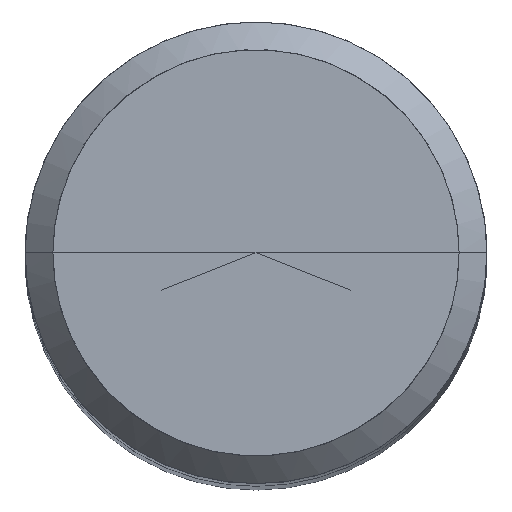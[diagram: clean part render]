
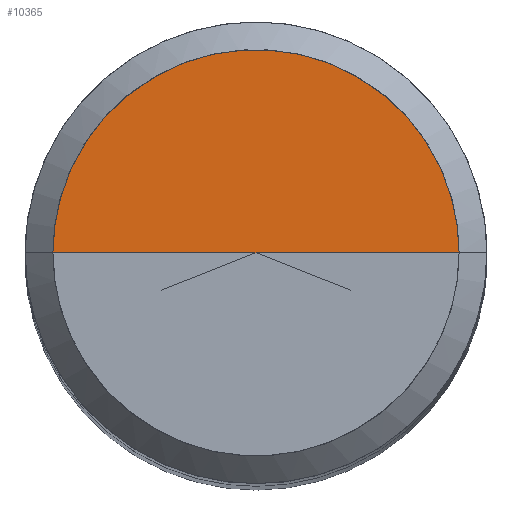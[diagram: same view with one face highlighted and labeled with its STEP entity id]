
A CAD part, top view. The second image highlights one B-rep face of the part: STEP entity #10365.
In plain terms, the highlighted free-form (B-spline) face has degree [1, 2] with [2, 5] control points.
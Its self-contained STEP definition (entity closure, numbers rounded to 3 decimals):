
#10100=CARTESIAN_POINT('',(11.0,0.0,75.0));
#10101=CARTESIAN_POINT('',(11.0,11.0,75.0));
#10102=CARTESIAN_POINT('',(0.0,11.0,75.0));
#10103=CARTESIAN_POINT('',(-11.0,11.0,75.0));
#10104=CARTESIAN_POINT('',(-11.0,0.0,75.0));
#10105=CARTESIAN_POINT('',(0.0,0.0,75.0));
#10350=(
BOUNDED_SURFACE()
B_SPLINE_SURFACE(1,2,(
(#10100,#10101,#10102,#10103,#10104),
(#10105,#10105,#10105,#10105,#10105)
), .UNSPECIFIED.,.F.,.F.,.F.)
B_SPLINE_SURFACE_WITH_KNOTS((2,2),(3,2,3),(
0.0,1.0),(
0.0,0.5,1.0), .UNSPECIFIED.)
GEOMETRIC_REPRESENTATION_ITEM()
RATIONAL_B_SPLINE_SURFACE(((1.0,0.707,1.0,0.707,1.0),
(1.0,0.707,1.0,0.707,1.0)
))
REPRESENTATION_ITEM('')
SURFACE()
);
#10351=(
BOUNDED_CURVE()
B_SPLINE_CURVE(2,(#10104,#10103,#10102,#10101,#10100),.UNSPECIFIED.,.F.,.F.)
B_SPLINE_CURVE_WITH_KNOTS((3,2,3),
(0.0,0.5,1.0),.UNSPECIFIED.)
CURVE()
GEOMETRIC_REPRESENTATION_ITEM()
RATIONAL_B_SPLINE_CURVE((1.0,0.707,1.0,0.707,1.0))
REPRESENTATION_ITEM('')
);
#10352=(
BOUNDED_CURVE()
B_SPLINE_CURVE(1,(#10100,#10105),.UNSPECIFIED.,.F.,.F.)
B_SPLINE_CURVE_WITH_KNOTS((2,2),
(0.0,1.0),.UNSPECIFIED.)
CURVE()
GEOMETRIC_REPRESENTATION_ITEM()
RATIONAL_B_SPLINE_CURVE((1.0,1.0))
REPRESENTATION_ITEM('')
);
#10353=(
BOUNDED_CURVE()
B_SPLINE_CURVE(1,(#10105,#10104),.UNSPECIFIED.,.F.,.F.)
B_SPLINE_CURVE_WITH_KNOTS((2,2),
(0.0,1.0),.UNSPECIFIED.)
CURVE()
GEOMETRIC_REPRESENTATION_ITEM()
RATIONAL_B_SPLINE_CURVE((1.0,1.0))
REPRESENTATION_ITEM('')
);
#10354=VERTEX_POINT('',#10100);
#10355=VERTEX_POINT('',#10104);
#10356=VERTEX_POINT('',#10105);
#10357=EDGE_CURVE('',#10355,#10354,#10351,.T.);
#10358=EDGE_CURVE('',#10354,#10356,#10352,.T.);
#10359=EDGE_CURVE('',#10356,#10355,#10353,.T.);
#10360=ORIENTED_EDGE('',*,*,#10357,.T.);
#10361=ORIENTED_EDGE('',*,*,#10358,.T.);
#10362=ORIENTED_EDGE('',*,*,#10359,.T.);
#10363=EDGE_LOOP('',(#10360,#10361,#10362));
#10364=FACE_OUTER_BOUND('',#10363,.T.);
#10365=ADVANCED_FACE('',(#10364),#10350,.T.);
